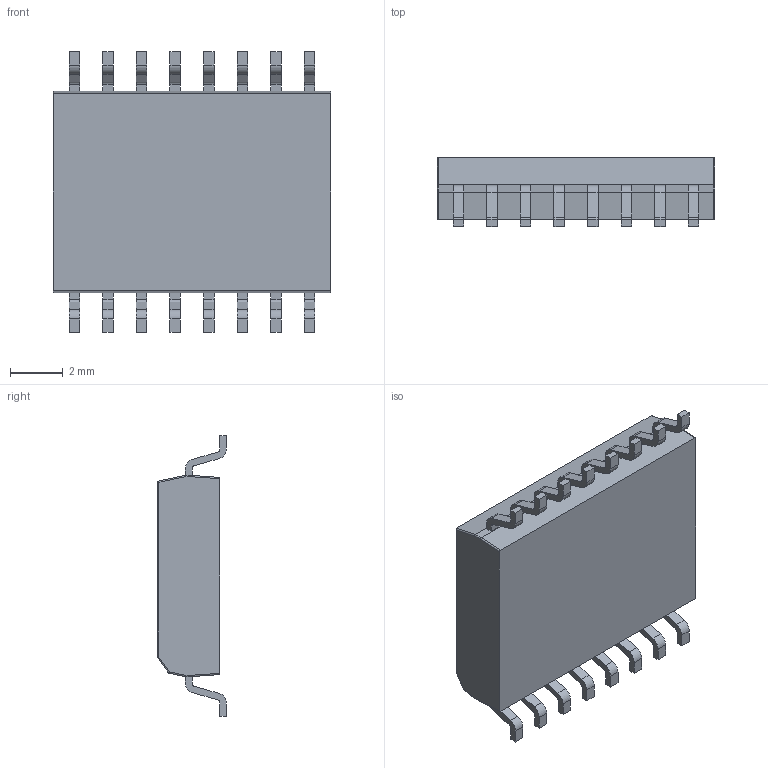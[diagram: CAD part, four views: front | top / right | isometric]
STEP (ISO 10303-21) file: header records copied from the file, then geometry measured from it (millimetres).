
FILE_DESCRIPTION (( 'STEP AP214' ), '1' );
FILE_NAME ('User Library-SOIC-16-300.STEP', '2010-06-13T20:08:58', ( 'sysAdmin' ), ( 'SolidWorks' ), 'SwSTEP 2.0', 'SolidWorks 2010', '' );
FILE_SCHEMA (( 'AUTOMOTIVE_DESIGN' ));
Length unit declared in the file: millimetre
Products named in the file (3): User Library-SOIC-16-300; User Library-SOIC-16-300_SOIC_300_SOIC_10.5X7.6_1; User Library-SOIC-16-300_pin_SOIC_SO-300_1
Assembly tree (17 placements, depth 2):
  User Library-SOIC-16-300
    User Library-SOIC-16-300_pin_SOIC_SO-300_1  x16
    User Library-SOIC-16-300_SOIC_300_SOIC_10.5X7.6_1
Bounding box: 10.5 x 2.6 x 10.6 mm (x, y, z)
Volume: 187 mm3; surface area: 288.6 mm2
Topology: 17 solids, 17 shells, 256 faces, 647 edges, 426 vertices
Faces by surface type: plane 172, cylinder 82, bspline 2
Entity records: 2085 total; most frequent: CARTESIAN_POINT 377, DIRECTION 229, ORIENTED_EDGE 214, EDGE_CURVE 107, AXIS2_PLACEMENT_3D 78, VECTOR 73, LINE 73, VERTEX_POINT 66
